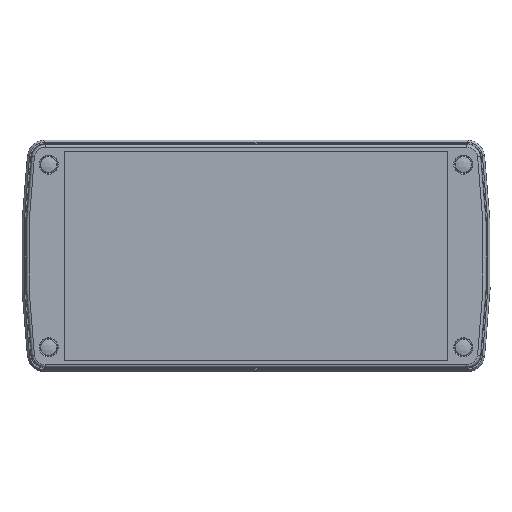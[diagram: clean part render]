
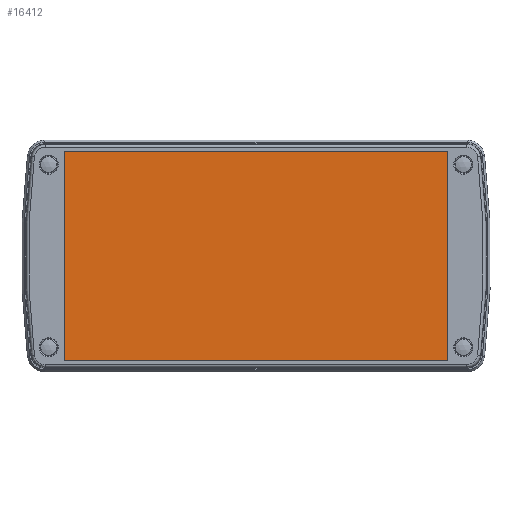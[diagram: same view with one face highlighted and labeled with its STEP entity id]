
A CAD part, top view. The second image highlights one B-rep face of the part: STEP entity #16412.
In plain terms, the highlighted planar face has unit normal (0, 0, 1).
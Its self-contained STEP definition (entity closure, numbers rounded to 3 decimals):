
#16310=CARTESIAN_POINT('',(-70.1,38.075,7.4));
#16311=VERTEX_POINT('',#16310);
#16312=CARTESIAN_POINT('',(-70.1,-38.075,7.4));
#16313=VERTEX_POINT('',#16312);
#16314=CARTESIAN_POINT('',(-70.1,38.075,7.4));
#16315=DIRECTION('',(0.0,-1.0,0.0));
#16316=VECTOR('',#16315,76.15);
#16317=LINE('',#16314,#16316);
#16318=EDGE_CURVE('',#16311,#16313,#16317,.T.);
#16341=CARTESIAN_POINT('',(70.1,-38.075,7.4));
#16342=VERTEX_POINT('',#16341);
#16343=CARTESIAN_POINT('',(-70.1,-38.075,7.4));
#16344=DIRECTION('',(1.0,0.0,0.0));
#16345=VECTOR('',#16344,140.2);
#16346=LINE('',#16343,#16345);
#16347=EDGE_CURVE('',#16313,#16342,#16346,.T.);
#16365=CARTESIAN_POINT('',(70.1,38.075,7.4));
#16366=VERTEX_POINT('',#16365);
#16367=CARTESIAN_POINT('',(70.1,-38.075,7.4));
#16368=DIRECTION('',(0.0,1.0,0.0));
#16369=VECTOR('',#16368,76.15);
#16370=LINE('',#16367,#16369);
#16371=EDGE_CURVE('',#16342,#16366,#16370,.T.);
#16389=CARTESIAN_POINT('',(70.1,38.075,7.4));
#16390=DIRECTION('',(-1.0,0.0,0.0));
#16391=VECTOR('',#16390,140.2);
#16392=LINE('',#16389,#16391);
#16393=EDGE_CURVE('',#16366,#16311,#16392,.T.);
#16401=CARTESIAN_POINT('',(0.0,0.,7.4));
#16402=DIRECTION('',(0.0,0.0,1.0));
#16403=DIRECTION('',(1.0,0.0,0.0));
#16404=AXIS2_PLACEMENT_3D('',#16401,#16402,#16403);
#16405=PLANE('',#16404);
#16406=ORIENTED_EDGE('',*,*,#16318,.T.);
#16407=ORIENTED_EDGE('',*,*,#16347,.T.);
#16408=ORIENTED_EDGE('',*,*,#16371,.T.);
#16409=ORIENTED_EDGE('',*,*,#16393,.T.);
#16410=EDGE_LOOP('',(#16406,#16407,#16408,#16409));
#16411=FACE_OUTER_BOUND('',#16410,.T.);
#16412=ADVANCED_FACE('',(#16411),#16405,.T.);
